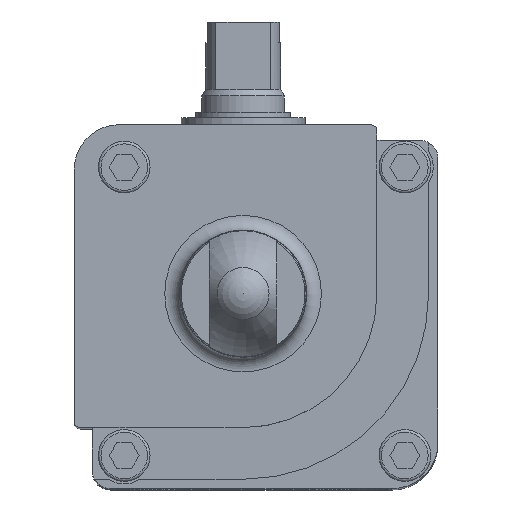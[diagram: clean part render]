
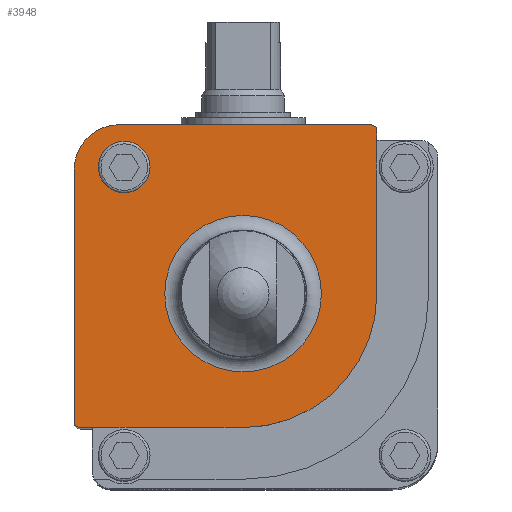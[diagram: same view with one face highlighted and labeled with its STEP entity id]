
A CAD part, top view. The second image highlights one B-rep face of the part: STEP entity #3948.
In plain terms, the highlighted planar face has unit normal (0, 0, 1).
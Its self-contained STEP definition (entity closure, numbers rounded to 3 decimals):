
#141=PLANE('',#4289);
#266=LINE('',#5895,#598);
#284=LINE('',#5935,#616);
#296=LINE('',#5962,#628);
#314=LINE('',#6002,#646);
#341=LINE('',#6203,#673);
#348=LINE('',#6261,#680);
#598=VECTOR('',#4668,1000.);
#616=VECTOR('',#4694,1000.);
#628=VECTOR('',#4712,1000.);
#646=VECTOR('',#4738,1000.);
#673=VECTOR('',#4839,1000.);
#680=VECTOR('',#4904,1000.);
#1117=ORIENTED_EDGE('',*,*,#2136,.T.);
#1118=ORIENTED_EDGE('',*,*,#1992,.T.);
#1119=ORIENTED_EDGE('',*,*,#2137,.F.);
#1120=ORIENTED_EDGE('',*,*,#2010,.T.);
#1121=ORIENTED_EDGE('',*,*,#2138,.T.);
#1122=ORIENTED_EDGE('',*,*,#2040,.T.);
#1123=ORIENTED_EDGE('',*,*,#2139,.T.);
#1124=ORIENTED_EDGE('',*,*,#2022,.T.);
#1125=ORIENTED_EDGE('',*,*,#2126,.T.);
#1126=ORIENTED_EDGE('',*,*,#2133,.T.);
#1127=ORIENTED_EDGE('',*,*,#2135,.T.);
#1128=ORIENTED_EDGE('',*,*,#2103,.T.);
#1129=ORIENTED_EDGE('',*,*,#2106,.T.);
#1130=ORIENTED_EDGE('',*,*,#2140,.T.);
#1992=EDGE_CURVE('',#2522,#2521,#266,.T.);
#2010=EDGE_CURVE('',#2537,#2539,#284,.T.);
#2022=EDGE_CURVE('',#2552,#2551,#296,.T.);
#2040=EDGE_CURVE('',#2570,#2568,#314,.T.);
#2103=EDGE_CURVE('',#2617,#2616,#341,.T.);
#2106=EDGE_CURVE('',#2616,#2522,#2943,.T.);
#2126=EDGE_CURVE('',#2551,#2632,#2960,.T.);
#2133=EDGE_CURVE('',#2632,#2638,#348,.T.);
#2135=EDGE_CURVE('',#2638,#2617,#2966,.T.);
#2136=EDGE_CURVE('',#2639,#2639,#2967,.T.);
#2137=EDGE_CURVE('',#2537,#2521,#2968,.T.);
#2138=EDGE_CURVE('',#2539,#2570,#2969,.T.);
#2139=EDGE_CURVE('',#2568,#2552,#2970,.T.);
#2140=EDGE_CURVE('',#2640,#2640,#2971,.T.);
#2521=VERTEX_POINT('',#5894);
#2522=VERTEX_POINT('',#5896);
#2537=VERTEX_POINT('',#5930);
#2539=VERTEX_POINT('',#5934);
#2551=VERTEX_POINT('',#5961);
#2552=VERTEX_POINT('',#5963);
#2568=VERTEX_POINT('',#6000);
#2570=VERTEX_POINT('',#6003);
#2616=VERTEX_POINT('',#6202);
#2617=VERTEX_POINT('',#6204);
#2632=VERTEX_POINT('',#6246);
#2638=VERTEX_POINT('',#6260);
#2639=VERTEX_POINT('',#6267);
#2640=VERTEX_POINT('',#6272);
#2943=CIRCLE('',#4259,1.2);
#2960=CIRCLE('',#4280,1.2);
#2966=CIRCLE('',#4288,8.8);
#2967=CIRCLE('',#4290,5.);
#2968=CIRCLE('',#4291,5.5);
#2969=CIRCLE('',#4292,25.9);
#2970=CIRCLE('',#4293,5.5);
#2971=CIRCLE('',#4294,15.147);
#3154=EDGE_LOOP('',(#1117));
#3155=EDGE_LOOP('',(#1118,#1119,#1120,#1121,#1122,#1123,#1124,#1125,#1126,
#1127,#1128,#1129));
#3156=EDGE_LOOP('',(#1130));
#3524=FACE_BOUND('',#3154,.T.);
#3525=FACE_BOUND('',#3155,.T.);
#3526=FACE_BOUND('',#3156,.T.);
#3948=ADVANCED_FACE('',(#3524,#3525,#3526),#141,.T.);
#4259=AXIS2_PLACEMENT_3D('',#6208,#4845,#4846);
#4280=AXIS2_PLACEMENT_3D('',#6247,#4890,#4891);
#4288=AXIS2_PLACEMENT_3D('',#6264,#4909,#4910);
#4289=AXIS2_PLACEMENT_3D('',#6265,#4911,#4912);
#4290=AXIS2_PLACEMENT_3D('',#6266,#4913,#4914);
#4291=AXIS2_PLACEMENT_3D('',#6268,#4915,#4916);
#4292=AXIS2_PLACEMENT_3D('',#6269,#4917,#4918);
#4293=AXIS2_PLACEMENT_3D('',#6270,#4919,#4920);
#4294=AXIS2_PLACEMENT_3D('',#6271,#4921,#4922);
#4668=DIRECTION('',(1.,0.,0.));
#4694=DIRECTION('',(1.,0.,0.));
#4712=DIRECTION('',(0.,1.,0.));
#4738=DIRECTION('',(0.,1.,0.));
#4839=DIRECTION('',(0.,-1.,0.));
#4845=DIRECTION('',(0.,0.,1.));
#4846=DIRECTION('',(1.,0.,0.));
#4890=DIRECTION('',(0.,0.,1.));
#4891=DIRECTION('',(1.,0.,0.));
#4904=DIRECTION('',(-1.,0.,0.));
#4909=DIRECTION('',(0.,0.,1.));
#4910=DIRECTION('',(1.,0.,0.));
#4911=DIRECTION('',(0.,0.,1.));
#4912=DIRECTION('',(1.,0.,0.));
#4913=DIRECTION('',(0.,0.,-1.));
#4914=DIRECTION('',(-1.,0.,0.));
#4915=DIRECTION('',(0.,0.,1.));
#4916=DIRECTION('',(1.,0.,0.));
#4917=DIRECTION('',(0.,0.,1.));
#4918=DIRECTION('',(1.,0.,0.));
#4919=DIRECTION('',(0.,0.,-1.));
#4920=DIRECTION('',(-1.,0.,0.));
#4921=DIRECTION('',(0.,0.,-1.));
#4922=DIRECTION('',(-1.,0.,0.));
#5894=CARTESIAN_POINT('',(-24.044,-25.9,79.5));
#5895=CARTESIAN_POINT('',(-31.5,-25.9,79.5));
#5896=CARTESIAN_POINT('',(-31.5,-25.9,79.5));
#5930=CARTESIAN_POINT('',(-21.956,-25.9,79.5));
#5934=CARTESIAN_POINT('',(0.,-25.9,79.5));
#5935=CARTESIAN_POINT('',(-31.5,-25.9,79.5));
#5961=CARTESIAN_POINT('',(25.9,31.5,79.5));
#5962=CARTESIAN_POINT('',(25.9,29.7,79.5));
#5963=CARTESIAN_POINT('',(25.9,25.544,79.5));
#6000=CARTESIAN_POINT('',(25.9,23.456,79.5));
#6002=CARTESIAN_POINT('',(25.9,29.7,79.5));
#6003=CARTESIAN_POINT('',(25.9,0.,79.5));
#6202=CARTESIAN_POINT('',(-32.7,-24.7,79.5));
#6203=CARTESIAN_POINT('',(-32.7,23.9,79.5));
#6204=CARTESIAN_POINT('',(-32.7,23.9,79.5));
#6208=CARTESIAN_POINT('',(-31.5,-24.7,79.5));
#6246=CARTESIAN_POINT('',(24.7,32.7,79.5));
#6247=CARTESIAN_POINT('',(24.7,31.5,79.5));
#6260=CARTESIAN_POINT('',(-23.9,32.7,79.5));
#6261=CARTESIAN_POINT('',(24.7,32.7,79.5));
#6264=CARTESIAN_POINT('',(-23.9,23.9,79.5));
#6265=CARTESIAN_POINT('',(-31.5,-24.7,79.5));
#6266=CARTESIAN_POINT('',(-23.,24.5,79.5));
#6267=CARTESIAN_POINT('',(-28.,24.5,79.5));
#6268=CARTESIAN_POINT('',(-23.,-31.3,79.5));
#6269=CARTESIAN_POINT('',(0.,0.,79.5));
#6270=CARTESIAN_POINT('',(31.3,24.5,79.5));
#6271=CARTESIAN_POINT('',(0.,0.,79.5));
#6272=CARTESIAN_POINT('',(-15.147,0.,79.5));
